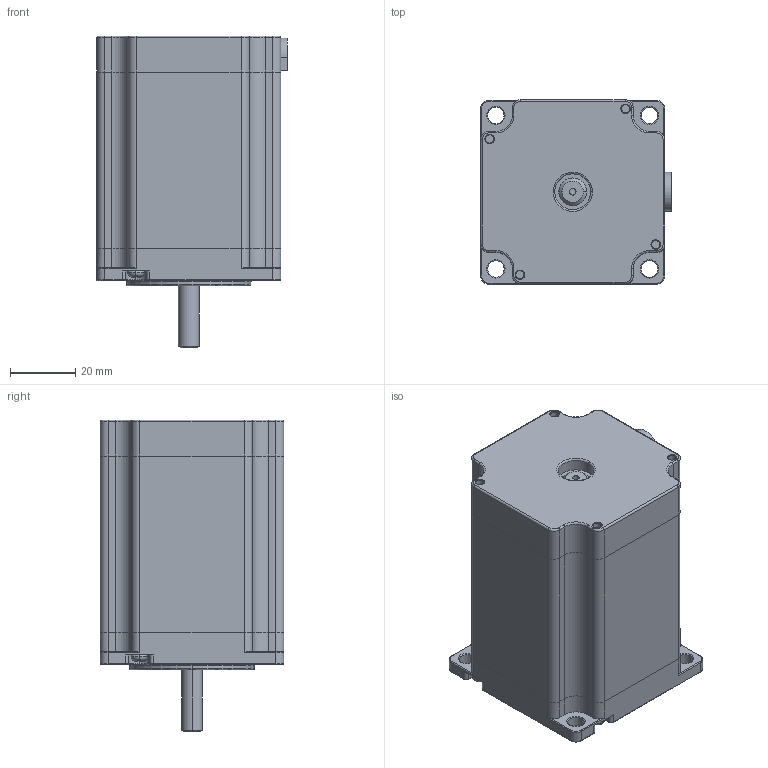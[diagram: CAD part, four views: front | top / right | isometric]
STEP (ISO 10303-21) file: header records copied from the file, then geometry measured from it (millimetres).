
FILE_DESCRIPTION (( 'STEP AP214' ), '1' );
FILE_NAME ('Stepper motor NEMA 23HS7430.STEP', '2024-10-09T10:45:48', ( '' ), ( '' ), 'SwSTEP 2.0', 'SolidWorks 2024', '' );
FILE_SCHEMA (( 'AUTOMOTIVE_DESIGN' ));
Length unit declared in the file: millimetre
Products named in the file (1): Stepper motor NEMA 23HS7430_По умолчанию
Bounding box: 58.4 x 56.4 x 95.6 mm (x, y, z)
Volume: 214293.9 mm3; surface area: 34793.2 mm2
Topology: 5 solids, 5 shells, 607 faces, 1402 edges, 819 vertices
Faces by surface type: cylinder 187, bspline 144, plane 143, torus 97, cone 36
Entity records: 19389 total; most frequent: CARTESIAN_POINT 6413, ORIENTED_EDGE 2804, DIRECTION 2640, EDGE_CURVE 1402, AXIS2_PLACEMENT_3D 1094, VERTEX_POINT 819, EDGE_LOOP 631, CIRCLE 630
